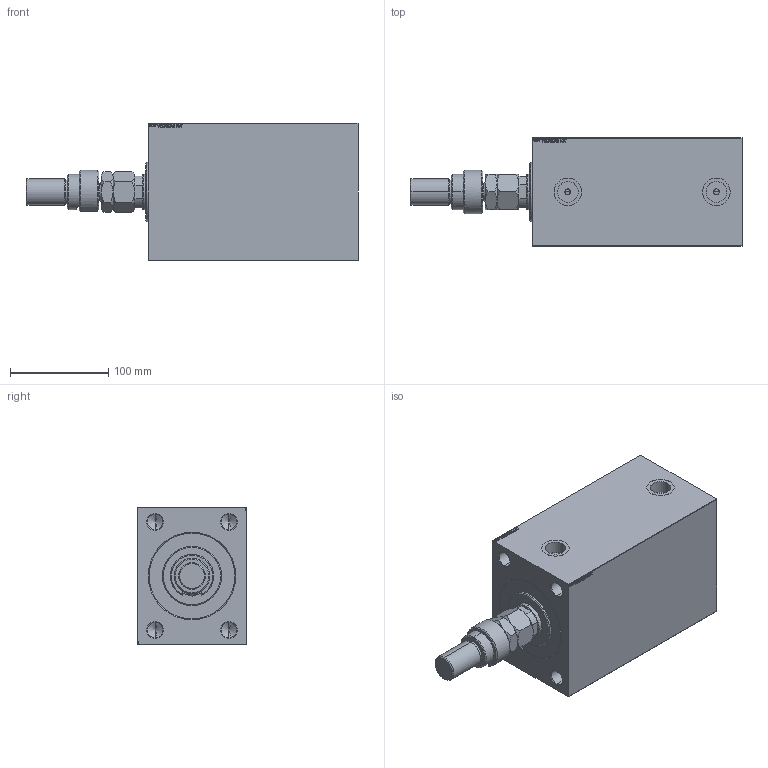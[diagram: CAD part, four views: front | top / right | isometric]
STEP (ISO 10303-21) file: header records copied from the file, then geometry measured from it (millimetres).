
FILE_DESCRIPTION (( 'STEP AP203' ), '1' );
FILE_NAME ('3061.STEP', '2021-03-18T16:35:54', ( '' ), ( '' ), 'SwSTEP 2.0', 'SolidWorks 2019', '' );
FILE_SCHEMA (( 'CONFIG_CONTROL_DESIGN' ));
Length unit declared in the file: millimetre
Products named in the file (7): V450CM_B_VCP 52501ac6508947d28f3a6ca245f7e3a1; DFA 52501ac6508947d28f3a6ca245f7e3a1; V450CM_VC_B 52501ac6508947d28f3a6ca245f7e3a1; FEMALE_PART_FOR_DFA 52501ac6508947d28f3a6ca245f7e3a1; 3061; V450CM_B 52501ac6508947d28f3a6ca245f7e3a1; MFA 52501ac6508947d28f3a6ca245f7e3a1
Assembly tree (6 placements, depth 3):
  3061
    V450CM_B 52501ac6508947d28f3a6ca245f7e3a1
    V450CM_B_VCP 52501ac6508947d28f3a6ca245f7e3a1
    V450CM_VC_B 52501ac6508947d28f3a6ca245f7e3a1
    DFA 52501ac6508947d28f3a6ca245f7e3a1
      FEMALE_PART_FOR_DFA 52501ac6508947d28f3a6ca245f7e3a1
      MFA 52501ac6508947d28f3a6ca245f7e3a1
Bounding box: 337.5 x 110 x 140 mm (x, y, z)
Volume: 2827295.3 mm3; surface area: 288697 mm2
Topology: 5 solids, 5 shells, 983 faces, 2482 edges, 1609 vertices
Faces by surface type: plane 434, bspline 380, cone 86, cylinder 79, torus 4
Entity records: 47925 total; most frequent: CARTESIAN_POINT 26220, ORIENTED_EDGE 4928, DIRECTION 3082, EDGE_CURVE 2464, VERTEX_POINT 1609, LINE 1404, VECTOR 1404, EDGE_LOOP 1111
